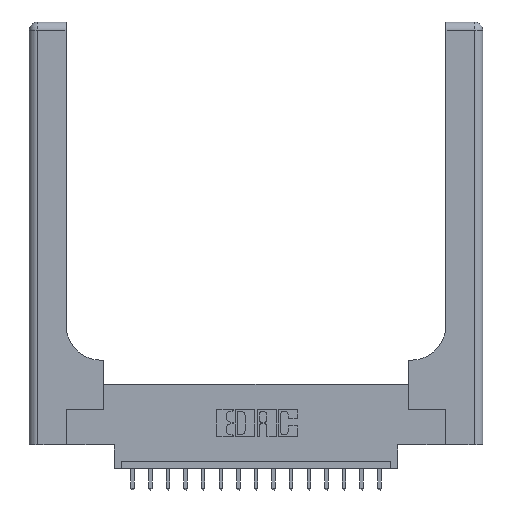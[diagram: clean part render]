
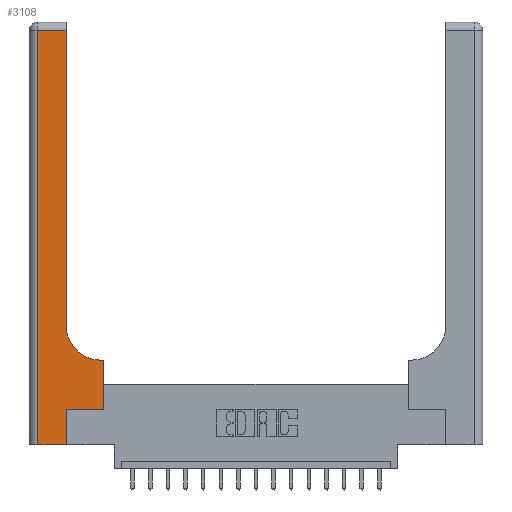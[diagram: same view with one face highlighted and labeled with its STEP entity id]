
A CAD part, top view. The second image highlights one B-rep face of the part: STEP entity #3108.
In plain terms, the highlighted planar face has unit normal (0, 0, 1).
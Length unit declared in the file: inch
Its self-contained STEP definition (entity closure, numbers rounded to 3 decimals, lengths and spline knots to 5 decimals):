
#151 = DIRECTION ( 'NONE',  ( 0., 0., -1. ) ) ;
#209 = AXIS2_PLACEMENT_3D ( 'NONE', #13143, #151, #5957 ) ;
#513 = ORIENTED_EDGE ( 'NONE', *, *, #18371, .T. ) ;
#541 = CARTESIAN_POINT ( 'NONE',  ( 0.06, 2.94, 0.37 ) ) ;
#1287 = VECTOR ( 'NONE', #15651, 39.37008 ) ;
#1392 = CARTESIAN_POINT ( 'NONE',  ( 0.26, 0.85, 0.37 ) ) ;
#1885 = CARTESIAN_POINT ( 'NONE',  ( 0.26, 2.94, 0.37 ) ) ;
#1978 = VECTOR ( 'NONE', #9841, 39.37008 ) ;
#2141 = LINE ( 'NONE', #7943, #15551 ) ;
#2293 = VERTEX_POINT ( 'NONE', #9947 ) ;
#2988 = CARTESIAN_POINT ( 'NONE',  ( 0., 2.94, 0.37 ) ) ;
#3108 = ADVANCED_FACE ( 'NONE', ( #17544 ), #17618, .F. ) ;
#3715 = DIRECTION ( 'NONE',  ( 1., 0., 0. ) ) ;
#3735 = CARTESIAN_POINT ( 'NONE',  ( 0.528, 0.25, 0.37 ) ) ;
#3947 = CARTESIAN_POINT ( 'NONE',  ( 0.06, 3., 0.37 ) ) ;
#4329 = LINE ( 'NONE', #8508, #5383 ) ;
#4343 = CARTESIAN_POINT ( 'NONE',  ( 0.265, 0., 0.37 ) ) ;
#4825 = VERTEX_POINT ( 'NONE', #1885 ) ;
#5383 = VECTOR ( 'NONE', #13978, 39.37008 ) ;
#5573 = LINE ( 'NONE', #4343, #7670 ) ;
#5795 = VERTEX_POINT ( 'NONE', #17134 ) ;
#5957 = DIRECTION ( 'NONE',  ( 1., 0., 0. ) ) ;
#6187 = CARTESIAN_POINT ( 'NONE',  ( 0., 0., 0.37 ) ) ;
#6634 = LINE ( 'NONE', #14170, #11751 ) ;
#6911 = LINE ( 'NONE', #17012, #1978 ) ;
#7539 = DIRECTION ( 'NONE',  ( -1., 0., 0. ) ) ;
#7670 = VECTOR ( 'NONE', #16053, 39.37008 ) ;
#7767 = VERTEX_POINT ( 'NONE', #541 ) ;
#7785 = CIRCLE ( 'NONE', #209, 0.25 ) ;
#7943 = CARTESIAN_POINT ( 'NONE',  ( 0.26, 0.6, 0.37 ) ) ;
#8508 = CARTESIAN_POINT ( 'NONE',  ( 0.265, 0.25, 0.37 ) ) ;
#8836 = CARTESIAN_POINT ( 'NONE',  ( 0.51, 0.6, 0.37 ) ) ;
#9656 = EDGE_CURVE ( 'NONE', #12317, #13800, #5573, .T. ) ;
#9808 = ORIENTED_EDGE ( 'NONE', *, *, #14878, .T. ) ;
#9841 = DIRECTION ( 'NONE',  ( 0., 1., 0. ) ) ;
#9883 = LINE ( 'NONE', #3947, #1287 ) ;
#9898 = CARTESIAN_POINT ( 'NONE',  ( 0.265, 0., 0.37 ) ) ;
#9947 = CARTESIAN_POINT ( 'NONE',  ( 0.528, 0.6, 0.37 ) ) ;
#10401 = ORIENTED_EDGE ( 'NONE', *, *, #15382, .T. ) ;
#10891 = EDGE_CURVE ( 'NONE', #2293, #12954, #2141, .T. ) ;
#11139 = ORIENTED_EDGE ( 'NONE', *, *, #16317, .T. ) ;
#11557 = EDGE_LOOP ( 'NONE', ( #11139, #513, #10401, #17268, #18117, #15094, #9808, #15629, #16949 ) ) ;
#11751 = VECTOR ( 'NONE', #12407, 39.37008 ) ;
#12223 = AXIS2_PLACEMENT_3D ( 'NONE', #16200, #14699, #7539 ) ;
#12317 = VERTEX_POINT ( 'NONE', #9898 ) ;
#12407 = DIRECTION ( 'NONE',  ( 0., 1., 0. ) ) ;
#12636 = VECTOR ( 'NONE', #3715, 39.37008 ) ;
#12954 = VERTEX_POINT ( 'NONE', #8836 ) ;
#13143 = CARTESIAN_POINT ( 'NONE',  ( 0.51, 0.85, 0.37 ) ) ;
#13413 = EDGE_CURVE ( 'NONE', #12954, #15063, #7785, .T. ) ;
#13800 = VERTEX_POINT ( 'NONE', #14704 ) ;
#13978 = DIRECTION ( 'NONE',  ( 1., 0., 0. ) ) ;
#13994 = VERTEX_POINT ( 'NONE', #3735 ) ;
#14170 = CARTESIAN_POINT ( 'NONE',  ( 0.528, 0.25, 0.37 ) ) ;
#14398 = EDGE_CURVE ( 'NONE', #5795, #12317, #17798, .T. ) ;
#14433 = LINE ( 'NONE', #2988, #18052 ) ;
#14699 = DIRECTION ( 'NONE',  ( 0., 0., -1. ) ) ;
#14704 = CARTESIAN_POINT ( 'NONE',  ( 0.265, 0.25, 0.37 ) ) ;
#14878 = EDGE_CURVE ( 'NONE', #13994, #2293, #6634, .T. ) ;
#15063 = VERTEX_POINT ( 'NONE', #1392 ) ;
#15094 = ORIENTED_EDGE ( 'NONE', *, *, #18259, .T. ) ;
#15382 = EDGE_CURVE ( 'NONE', #7767, #5795, #9883, .T. ) ;
#15551 = VECTOR ( 'NONE', #17494, 39.37008 ) ;
#15629 = ORIENTED_EDGE ( 'NONE', *, *, #10891, .T. ) ;
#15651 = DIRECTION ( 'NONE',  ( 0., -1., 0. ) ) ;
#16053 = DIRECTION ( 'NONE',  ( 0., 1., 0. ) ) ;
#16117 = DIRECTION ( 'NONE',  ( -1., 0., 0. ) ) ;
#16200 = CARTESIAN_POINT ( 'NONE',  ( 0., 3., 0.37 ) ) ;
#16317 = EDGE_CURVE ( 'NONE', #15063, #4825, #6911, .T. ) ;
#16949 = ORIENTED_EDGE ( 'NONE', *, *, #13413, .T. ) ;
#17012 = CARTESIAN_POINT ( 'NONE',  ( 0.26, 3., 0.37 ) ) ;
#17134 = CARTESIAN_POINT ( 'NONE',  ( 0.06, 0., 0.37 ) ) ;
#17268 = ORIENTED_EDGE ( 'NONE', *, *, #14398, .T. ) ;
#17494 = DIRECTION ( 'NONE',  ( -1., 0., 0. ) ) ;
#17544 = FACE_OUTER_BOUND ( 'NONE', #11557, .T. ) ;
#17618 = PLANE ( 'NONE',  #12223 ) ;
#17798 = LINE ( 'NONE', #6187, #12636 ) ;
#18052 = VECTOR ( 'NONE', #16117, 39.37008 ) ;
#18117 = ORIENTED_EDGE ( 'NONE', *, *, #9656, .T. ) ;
#18259 = EDGE_CURVE ( 'NONE', #13800, #13994, #4329, .T. ) ;
#18371 = EDGE_CURVE ( 'NONE', #4825, #7767, #14433, .T. ) ;
